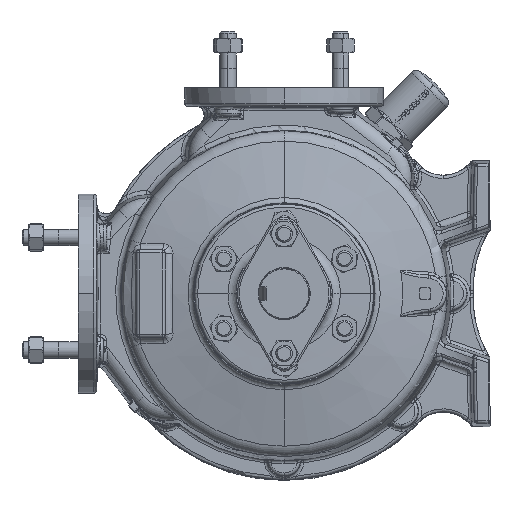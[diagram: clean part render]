
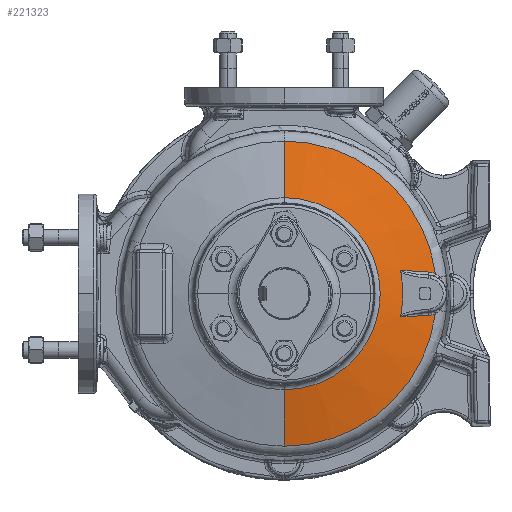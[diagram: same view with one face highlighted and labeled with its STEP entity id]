
A CAD part, left-side view. The second image highlights one B-rep face of the part: STEP entity #221323.
In plain terms, the highlighted conical face has half-angle 77.464 degrees and reference radius 155.545 mm.
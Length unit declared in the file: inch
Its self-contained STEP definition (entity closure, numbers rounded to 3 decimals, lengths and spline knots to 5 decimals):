
#313 = VECTOR ( 'NONE', #28846, 39.37008 ) ;
#1159 = CIRCLE ( 'NONE', #57785, 5.74428 ) ;
#4582 = ORIENTED_EDGE ( 'NONE', *, *, #130039, .T. ) ;
#5845 = CARTESIAN_POINT ( 'NONE',  ( -6.77051, -4.39641, -0.87621 ) ) ;
#6335 = CARTESIAN_POINT ( 'NONE',  ( -6.54719, -5.42634, -0.81519 ) ) ;
#6535 = DIRECTION ( 'NONE',  ( 0., 0., -1. ) ) ;
#7248 = ORIENTED_EDGE ( 'NONE', *, *, #60423, .T. ) ;
#12189 = CARTESIAN_POINT ( 'NONE',  ( -6.54719, -5.42634, -0.81519 ) ) ;
#13372 = B_SPLINE_CURVE_WITH_KNOTS ( 'NONE', 3,
 ( #184186, #47471, #64642, #81854, #201434, #99075, #218699, #116256 ),
 .UNSPECIFIED., .F., .F.,
 ( 4, 2, 2, 4 ),
 ( 0., 0.00056, 0.00084, 0.00112 ),
 .UNSPECIFIED. ) ;
#15357 = CARTESIAN_POINT ( 'NONE',  ( -6.77337, 0., 0. ) ) ;
#20252 = CARTESIAN_POINT ( 'NONE',  ( -6.96285, 0., 0. ) ) ;
#24851 = CIRCLE ( 'NONE', #77992, 4.47001 ) ;
#28846 = DIRECTION ( 'NONE',  ( 0.217, 0., -0.976 ) ) ;
#30083 = VERTEX_POINT ( 'NONE', #36888 ) ;
#31478 = VERTEX_POINT ( 'NONE', #117875 ) ;
#32478 = ORIENTED_EDGE ( 'NONE', *, *, #88826, .T. ) ;
#32601 = DIRECTION ( 'NONE',  ( 0., 0., -1. ) ) ;
#36888 = CARTESIAN_POINT ( 'NONE',  ( -6.96285, 0., -3.61783 ) ) ;
#37423 = DIRECTION ( 'NONE',  ( 0., 0., -1. ) ) ;
#44648 = CARTESIAN_POINT ( 'NONE',  ( -6.77051, -4.39641, 0.87621 ) ) ;
#47471 = CARTESIAN_POINT ( 'NONE',  ( -6.77337, -4.39027, 0.84059 ) ) ;
#48445 = AXIS2_PLACEMENT_3D ( 'NONE', #212074, #126059, #6535 ) ;
#49433 = ORIENTED_EDGE ( 'NONE', *, *, #69381, .T. ) ;
#50687 = B_SPLINE_CURVE_WITH_KNOTS ( 'NONE', 3,
 ( #58341, #210842, #75493, #195086, #92713, #212351 ),
 .UNSPECIFIED., .F., .F.,
 ( 4, 2, 4 ),
 ( 0., 0.00357, 0.00715 ),
 .UNSPECIFIED. ) ;
#51967 = DIRECTION ( 'NONE',  ( -1., 0., 0. ) ) ;
#55893 = CARTESIAN_POINT ( 'NONE',  ( -6.77051, -4.39641, -0.87621 ) ) ;
#56641 = CARTESIAN_POINT ( 'NONE',  ( -6.77319, -4.38966, -0.8479 ) ) ;
#57114 = EDGE_CURVE ( 'NONE', #118379, #30083, #131637, .T. ) ;
#57135 = CARTESIAN_POINT ( 'NONE',  ( -6.49003, -5.6947, -0.75309 ) ) ;
#57785 = AXIS2_PLACEMENT_3D ( 'NONE', #154361, #51967, #171524 ) ;
#58341 = CARTESIAN_POINT ( 'NONE',  ( -6.54719, -5.42634, 0.81519 ) ) ;
#60423 = EDGE_CURVE ( 'NONE', #133970, #144133, #137559, .T. ) ;
#61421 = ORIENTED_EDGE ( 'NONE', *, *, #97752, .T. ) ;
#61816 = CARTESIAN_POINT ( 'NONE',  ( -6.62198, -5.08311, 0.83561 ) ) ;
#62767 = VERTEX_POINT ( 'NONE', #131595 ) ;
#64642 = CARTESIAN_POINT ( 'NONE',  ( -6.77319, -4.38966, 0.84795 ) ) ;
#69381 = EDGE_CURVE ( 'NONE', #122193, #62767, #50687, .T. ) ;
#70266 = ORIENTED_EDGE ( 'NONE', *, *, #180229, .F. ) ;
#71994 = CARTESIAN_POINT ( 'NONE',  ( -6.6965, -4.73982, -0.85597 ) ) ;
#73062 = CARTESIAN_POINT ( 'NONE',  ( -6.7716, -4.39266, -0.86996 ) ) ;
#73809 = CARTESIAN_POINT ( 'NONE',  ( -6.77337, -4.39165, -0.83333 ) ) ;
#73958 = CARTESIAN_POINT ( 'NONE',  ( -6.54719, -5.42634, 0.81519 ) ) ;
#74275 = CARTESIAN_POINT ( 'NONE',  ( -6.53708, -5.4727, -0.81243 ) ) ;
#75493 = CARTESIAN_POINT ( 'NONE',  ( -6.52729, -5.51823, 0.80582 ) ) ;
#76574 = EDGE_CURVE ( 'NONE', #131875, #133970, #204766, .T. ) ;
#77992 = AXIS2_PLACEMENT_3D ( 'NONE', #15357, #134955, #32601 ) ;
#78198 = B_SPLINE_CURVE_WITH_KNOTS ( 'NONE', 3,
 ( #55893, #73062, #159045, #56641, #176192, #73809 ),
 .UNSPECIFIED., .F., .F.,
 ( 4, 2, 4 ),
 ( -0.00001, 0.00055, 0.00111 ),
 .UNSPECIFIED. ) ;
#81854 = CARTESIAN_POINT ( 'NONE',  ( -6.77253, -4.39054, 0.85897 ) ) ;
#86013 = CONICAL_SURFACE ( 'NONE', #48445, 6.12382, 1.352 ) ;
#86976 = CARTESIAN_POINT ( 'NONE',  ( -6.49003, 0., 0. ) ) ;
#87817 = EDGE_CURVE ( 'NONE', #144133, #195273, #121417, .T. ) ;
#88826 = EDGE_CURVE ( 'NONE', #195273, #31478, #78198, .T. ) ;
#92713 = CARTESIAN_POINT ( 'NONE',  ( -6.499, -5.65162, 0.77108 ) ) ;
#94403 = CARTESIAN_POINT ( 'NONE',  ( -6.49003, -5.6947, -0.75309 ) ) ;
#95248 = AXIS2_PLACEMENT_3D ( 'NONE', #86976, #206589, #104200 ) ;
#97752 = EDGE_CURVE ( 'NONE', #146663, #98168, #13372, .T. ) ;
#98168 = VERTEX_POINT ( 'NONE', #143013 ) ;
#99075 = CARTESIAN_POINT ( 'NONE',  ( -6.77151, -4.39311, 0.86962 ) ) ;
#104200 = DIRECTION ( 'NONE',  ( 0., 0., 1. ) ) ;
#105866 = EDGE_CURVE ( 'NONE', #30083, #131875, #136748, .T. ) ;
#108411 = CARTESIAN_POINT ( 'NONE',  ( -6.49003, 0., 5.74428 ) ) ;
#112717 = CARTESIAN_POINT ( 'NONE',  ( -6.6965, -4.73982, 0.85597 ) ) ;
#112855 = CARTESIAN_POINT ( 'NONE',  ( -6.49003, 0., -5.74428 ) ) ;
#113422 = ORIENTED_EDGE ( 'NONE', *, *, #76574, .T. ) ;
#115950 = B_SPLINE_CURVE_WITH_KNOTS ( 'NONE', 3,
 ( #44648, #112717, #61816, #181365 ),
 .UNSPECIFIED., .F., .F.,
 ( 4, 4 ),
 ( 0.00035, 0.02716 ),
 .UNSPECIFIED. ) ;
#116256 = CARTESIAN_POINT ( 'NONE',  ( -6.77051, -4.39641, 0.87621 ) ) ;
#117875 = CARTESIAN_POINT ( 'NONE',  ( -6.77337, -4.39165, -0.83333 ) ) ;
#118379 = VERTEX_POINT ( 'NONE', #189967 ) ;
#118756 = AXIS2_PLACEMENT_3D ( 'NONE', #20252, #139821, #37423 ) ;
#119463 = CARTESIAN_POINT ( 'NONE',  ( -6.40564, 0., 6.12382 ) ) ;
#121204 = EDGE_LOOP ( 'NONE', ( #195929, #183964, #174034, #113422, #7248, #136703, #32478, #70266, #61421, #4582, #49433, #183345 ) ) ;
#121417 = B_SPLINE_CURVE_WITH_KNOTS ( 'NONE', 3,
 ( #12189, #164589, #71994, #191558 ),
 .UNSPECIFIED., .F., .F.,
 ( 4, 4 ),
 ( 0., 0.02681 ),
 .UNSPECIFIED. ) ;
#122193 = VERTEX_POINT ( 'NONE', #73958 ) ;
#124246 = VECTOR ( 'NONE', #200993, 39.37008 ) ;
#126059 = DIRECTION ( 'NONE',  ( 1., 0., 0. ) ) ;
#128956 = CARTESIAN_POINT ( 'NONE',  ( -6.40564, 0., -6.12382 ) ) ;
#130039 = EDGE_CURVE ( 'NONE', #98168, #122193, #115950, .T. ) ;
#131595 = CARTESIAN_POINT ( 'NONE',  ( -6.49003, -5.6947, 0.75309 ) ) ;
#131637 = CIRCLE ( 'NONE', #118756, 3.61783 ) ;
#131875 = VERTEX_POINT ( 'NONE', #112855 ) ;
#133970 = VERTEX_POINT ( 'NONE', #94403 ) ;
#134955 = DIRECTION ( 'NONE',  ( 1., 0., 0. ) ) ;
#136703 = ORIENTED_EDGE ( 'NONE', *, *, #87817, .T. ) ;
#136748 = LINE ( 'NONE', #128956, #313 ) ;
#137559 = B_SPLINE_CURVE_WITH_KNOTS ( 'NONE', 3,
 ( #57135, #159523, #209622, #176686, #74275, #193865 ),
 .UNSPECIFIED., .F., .F.,
 ( 4, 2, 4 ),
 ( 0., 0.00357, 0.00715 ),
 .UNSPECIFIED. ) ;
#139821 = DIRECTION ( 'NONE',  ( 1., 0., 0. ) ) ;
#143013 = CARTESIAN_POINT ( 'NONE',  ( -6.77051, -4.39641, 0.87621 ) ) ;
#144133 = VERTEX_POINT ( 'NONE', #6335 ) ;
#146663 = VERTEX_POINT ( 'NONE', #211190 ) ;
#154361 = CARTESIAN_POINT ( 'NONE',  ( -6.49003, 0., 0. ) ) ;
#158962 = VERTEX_POINT ( 'NONE', #108411 ) ;
#159045 = CARTESIAN_POINT ( 'NONE',  ( -6.77232, -4.39081, -0.86251 ) ) ;
#159523 = CARTESIAN_POINT ( 'NONE',  ( -6.499, -5.65162, -0.77108 ) ) ;
#164589 = CARTESIAN_POINT ( 'NONE',  ( -6.62198, -5.08311, -0.83561 ) ) ;
#169718 = LINE ( 'NONE', #119463, #124246 ) ;
#171524 = DIRECTION ( 'NONE',  ( 0., 0., 1. ) ) ;
#174034 = ORIENTED_EDGE ( 'NONE', *, *, #105866, .T. ) ;
#176192 = CARTESIAN_POINT ( 'NONE',  ( -6.77337, -4.39027, -0.84061 ) ) ;
#176686 = CARTESIAN_POINT ( 'NONE',  ( -6.52729, -5.51823, -0.80582 ) ) ;
#180229 = EDGE_CURVE ( 'NONE', #146663, #31478, #24851, .T. ) ;
#181365 = CARTESIAN_POINT ( 'NONE',  ( -6.54719, -5.42634, 0.81519 ) ) ;
#182355 = FACE_OUTER_BOUND ( 'NONE', #121204, .T. ) ;
#183345 = ORIENTED_EDGE ( 'NONE', *, *, #201894, .T. ) ;
#183964 = ORIENTED_EDGE ( 'NONE', *, *, #57114, .T. ) ;
#184186 = CARTESIAN_POINT ( 'NONE',  ( -6.77337, -4.39165, 0.83333 ) ) ;
#189967 = CARTESIAN_POINT ( 'NONE',  ( -6.96285, 0., 3.61783 ) ) ;
#191558 = CARTESIAN_POINT ( 'NONE',  ( -6.77051, -4.39641, -0.87621 ) ) ;
#193865 = CARTESIAN_POINT ( 'NONE',  ( -6.54719, -5.42634, -0.81519 ) ) ;
#195086 = CARTESIAN_POINT ( 'NONE',  ( -6.50825, -5.60769, 0.78514 ) ) ;
#195273 = VERTEX_POINT ( 'NONE', #5845 ) ;
#195929 = ORIENTED_EDGE ( 'NONE', *, *, #211026, .F. ) ;
#200993 = DIRECTION ( 'NONE',  ( 0.217, 0., 0.976 ) ) ;
#201434 = CARTESIAN_POINT ( 'NONE',  ( -6.77225, -4.39113, 0.86258 ) ) ;
#201894 = EDGE_CURVE ( 'NONE', #62767, #158962, #1159, .T. ) ;
#204766 = CIRCLE ( 'NONE', #95248, 5.74428 ) ;
#206589 = DIRECTION ( 'NONE',  ( -1., 0., 0. ) ) ;
#209622 = CARTESIAN_POINT ( 'NONE',  ( -6.50825, -5.60769, -0.78514 ) ) ;
#210842 = CARTESIAN_POINT ( 'NONE',  ( -6.53708, -5.4727, 0.81243 ) ) ;
#211026 = EDGE_CURVE ( 'NONE', #118379, #158962, #169718, .T. ) ;
#211190 = CARTESIAN_POINT ( 'NONE',  ( -6.77337, -4.39165, 0.83333 ) ) ;
#212074 = CARTESIAN_POINT ( 'NONE',  ( -6.40564, 0., 0. ) ) ;
#212351 = CARTESIAN_POINT ( 'NONE',  ( -6.49003, -5.6947, 0.75309 ) ) ;
#218699 = CARTESIAN_POINT ( 'NONE',  ( -6.77105, -4.39455, 0.8731 ) ) ;
#221323 = ADVANCED_FACE ( 'NONE', ( #182355 ), #86013, .T. ) ;
